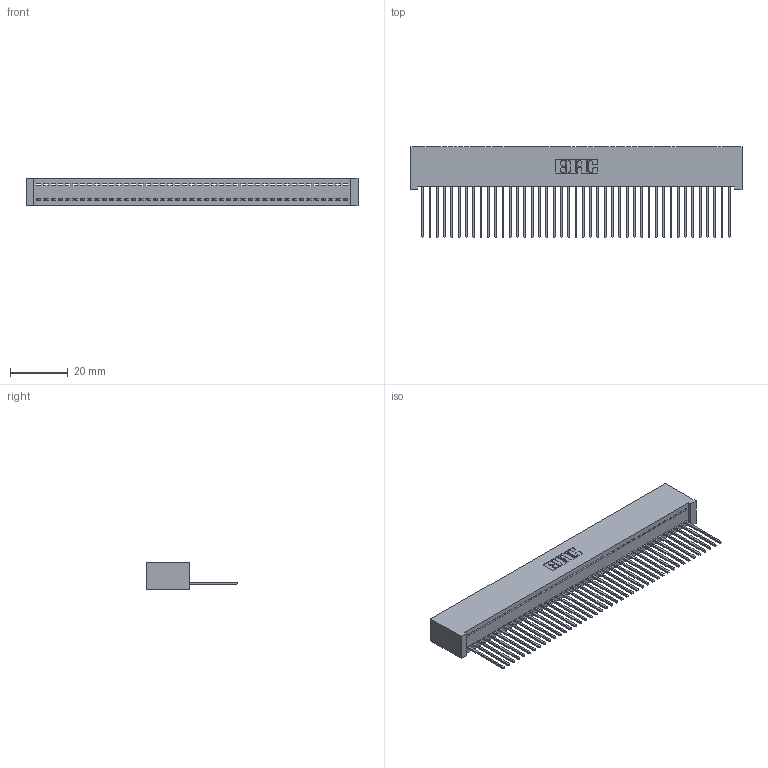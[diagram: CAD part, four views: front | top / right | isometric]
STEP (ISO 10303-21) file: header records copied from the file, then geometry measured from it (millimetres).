
FILE_DESCRIPTION (( 'STEP AP203' ), '1' );
FILE_NAME ('392-043-542-101.STEP', '2018-08-16T14:28:40', ( '' ), ( '' ), 'SwSTEP 2.0', 'SolidWorks 2016', '' );
FILE_SCHEMA (( 'CONFIG_CONTROL_DESIGN' ));
Length unit declared in the file: inch
Products named in the file (3): 392-043-542-101; 342 Part_Lugless; 345-292-001_345-293-142
Assembly tree (44 placements, depth 2):
  392-043-542-101
    342 Part_Lugless
    345-292-001_345-293-142  x43
Bounding box: 115.47 x 31.63 x 9.4 mm (x, y, z)
Volume: 10632.6 mm3; surface area: 16538.9 mm2
Topology: 44 solids, 44 shells, 2596 faces, 7843 edges, 5170 vertices
Faces by surface type: plane 1868, cylinder 728
Entity records: 25767 total; most frequent: CARTESIAN_POINT 4451, ORIENTED_EDGE 4430, DIRECTION 3745, EDGE_CURVE 2215, VECTOR 2095, LINE 2095, VERTEX_POINT 1474, AXIS2_PLACEMENT_3D 825
